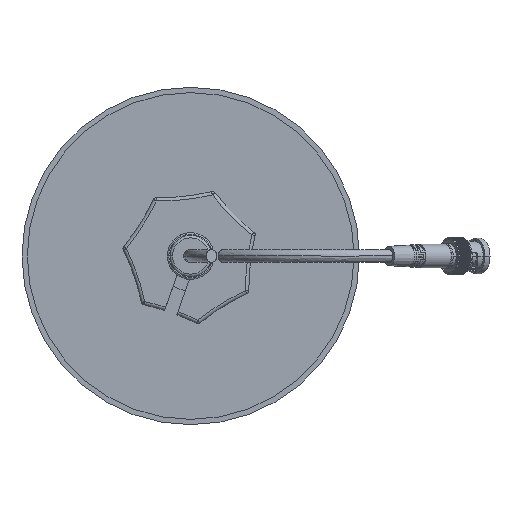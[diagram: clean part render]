
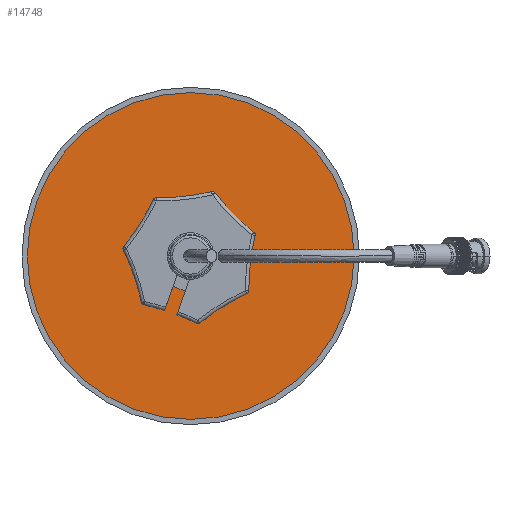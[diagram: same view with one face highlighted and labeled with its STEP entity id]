
A CAD part, front view. The second image highlights one B-rep face of the part: STEP entity #14748.
In plain terms, the highlighted planar face has unit normal (0, -1, 0).
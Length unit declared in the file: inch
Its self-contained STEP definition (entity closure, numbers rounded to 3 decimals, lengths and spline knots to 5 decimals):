
#1068 = EDGE_CURVE ( 'NONE', #21289, #11811, #23550, .T. ) ;
#1429 = EDGE_LOOP ( 'NONE', ( #12044, #16465 ) ) ;
#2054 = DIRECTION ( 'NONE',  ( -1., 0., 0. ) ) ;
#2136 = FACE_OUTER_BOUND ( 'NONE', #1429, .T. ) ;
#3241 = CIRCLE ( 'NONE', #18167, 2.47864 ) ;
#3455 = EDGE_CURVE ( 'NONE', #13862, #21526, #3241, .T. ) ;
#3629 = AXIS2_PLACEMENT_3D ( 'NONE', #12089, #20954, #6329 ) ;
#4352 = EDGE_CURVE ( 'NONE', #21526, #13862, #22212, .T. ) ;
#4907 = AXIS2_PLACEMENT_3D ( 'NONE', #23605, #23531, #12590 ) ;
#4909 = EDGE_CURVE ( 'NONE', #11811, #21289, #10925, .T. ) ;
#5549 = ORIENTED_EDGE ( 'NONE', *, *, #1068, .T. ) ;
#6329 = DIRECTION ( 'NONE',  ( -1., 0., 0. ) ) ;
#9118 = PLANE ( 'NONE',  #20244 ) ;
#10925 = CIRCLE ( 'NONE', #22197, 0.5315 ) ;
#11138 = CARTESIAN_POINT ( 'NONE',  ( 0.5315, 1.60077, 0. ) ) ;
#11811 = VERTEX_POINT ( 'NONE', #19107 ) ;
#12044 = ORIENTED_EDGE ( 'NONE', *, *, #4352, .F. ) ;
#12089 = CARTESIAN_POINT ( 'NONE',  ( 0., 1.60077, 0. ) ) ;
#12590 = DIRECTION ( 'NONE',  ( -1., 0., 0. ) ) ;
#12888 = CARTESIAN_POINT ( 'NONE',  ( 2.47864, 1.60077, 0. ) ) ;
#13044 = CARTESIAN_POINT ( 'NONE',  ( 0., 1.60077, 0. ) ) ;
#13862 = VERTEX_POINT ( 'NONE', #16845 ) ;
#14747 = FACE_BOUND ( 'NONE', #23711, .T. ) ;
#14748 = ADVANCED_FACE ( 'NONE', ( #2136, #14747 ), #9118, .F. ) ;
#16465 = ORIENTED_EDGE ( 'NONE', *, *, #3455, .F. ) ;
#16845 = CARTESIAN_POINT ( 'NONE',  ( 2.47864, 1.60077, 0. ) ) ;
#17205 = ORIENTED_EDGE ( 'NONE', *, *, #4909, .T. ) ;
#17360 = DIRECTION ( 'NONE',  ( 0., 1., 0. ) ) ;
#18035 = DIRECTION ( 'NONE',  ( 0., 1., 0. ) ) ;
#18167 = AXIS2_PLACEMENT_3D ( 'NONE', #13044, #22383, #2054 ) ;
#19107 = CARTESIAN_POINT ( 'NONE',  ( -0.5315, 1.60077, 0. ) ) ;
#19364 = DIRECTION ( 'NONE',  ( -1., 0., 0. ) ) ;
#20244 = AXIS2_PLACEMENT_3D ( 'NONE', #12888, #18035, #21982 ) ;
#20516 = CARTESIAN_POINT ( 'NONE',  ( -2.47864, 1.60077, 0. ) ) ;
#20954 = DIRECTION ( 'NONE',  ( 0., 1., 0. ) ) ;
#20994 = CARTESIAN_POINT ( 'NONE',  ( 0., 1.60077, 0. ) ) ;
#21289 = VERTEX_POINT ( 'NONE', #11138 ) ;
#21526 = VERTEX_POINT ( 'NONE', #20516 ) ;
#21982 = DIRECTION ( 'NONE',  ( -1., 0., 0. ) ) ;
#22197 = AXIS2_PLACEMENT_3D ( 'NONE', #20994, #17360, #19364 ) ;
#22212 = CIRCLE ( 'NONE', #4907, 2.47864 ) ;
#22383 = DIRECTION ( 'NONE',  ( 0., 1., 0. ) ) ;
#23531 = DIRECTION ( 'NONE',  ( 0., 1., 0. ) ) ;
#23550 = CIRCLE ( 'NONE', #3629, 0.5315 ) ;
#23605 = CARTESIAN_POINT ( 'NONE',  ( 0., 1.60077, 0. ) ) ;
#23711 = EDGE_LOOP ( 'NONE', ( #17205, #5549 ) ) ;
